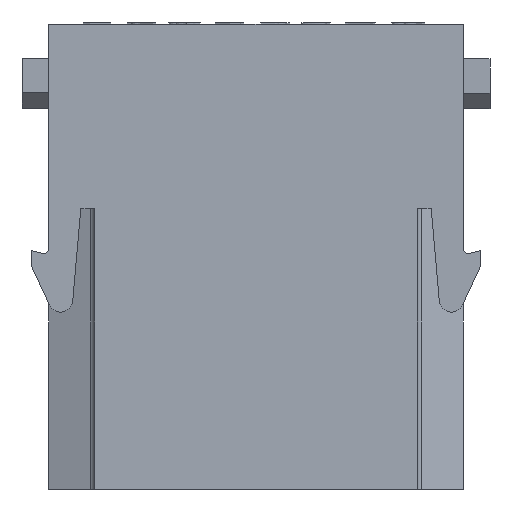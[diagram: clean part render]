
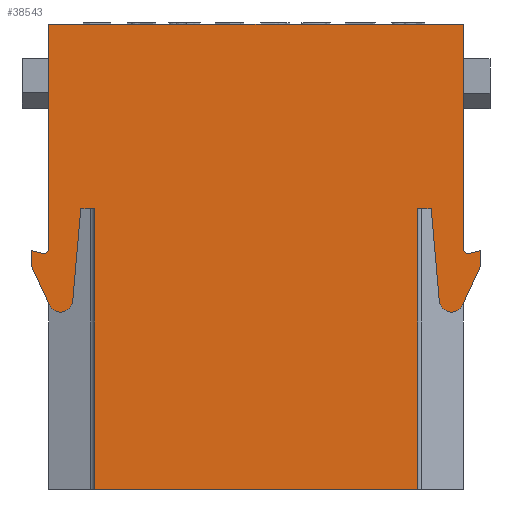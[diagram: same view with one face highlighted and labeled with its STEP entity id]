
A CAD part, left-side view. The second image highlights one B-rep face of the part: STEP entity #38543.
In plain terms, the highlighted planar face has unit normal (-1, 0, 0).
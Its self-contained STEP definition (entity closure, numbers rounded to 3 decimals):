
#117=DIRECTION('',(0.,1.,0.));
#118=VECTOR('',#117,30.3);
#119=CARTESIAN_POINT('',(-7.3,-15.15,30.7));
#120=LINE('',#119,#118);
#3237=DIRECTION('',(0.,-1.,0.));
#3238=VECTOR('',#3237,1.003);
#3239=CARTESIAN_POINT('',(-7.3,12.803,17.2));
#3240=LINE('',#3239,#3238);
#3241=DIRECTION('',(0.,-1.,0.));
#3242=VECTOR('',#3241,1.003);
#3243=CARTESIAN_POINT('',(-7.3,-11.8,17.2));
#3244=LINE('',#3243,#3242);
#3386=DIRECTION('',(0.,0.087,0.996));
#3387=VECTOR('',#3386,6.754);
#3388=CARTESIAN_POINT('',(-7.3,-13.391,10.472));
#3389=LINE('',#3388,#3387);
#3390=DIRECTION('',(0.,0.,-1.));
#3391=VECTOR('',#3390,20.5);
#3392=CARTESIAN_POINT('',(-7.3,-11.8,17.2));
#3393=LINE('',#3392,#3391);
#3394=DIRECTION('',(0.,0.,1.));
#3395=VECTOR('',#3394,20.5);
#3396=CARTESIAN_POINT('',(-7.3,11.8,-3.3));
#3397=LINE('',#3396,#3395);
#3398=DIRECTION('',(0.,0.087,-0.996));
#3399=VECTOR('',#3398,6.754);
#3400=CARTESIAN_POINT('',(-7.3,12.803,17.2));
#3401=LINE('',#3400,#3399);
#3402=CARTESIAN_POINT('',(-7.3,14.288,10.55));
#3403=DIRECTION('',(1.,0.,0.));
#3404=DIRECTION('',(0.,-0.996,-0.087));
#3405=AXIS2_PLACEMENT_3D('',#3402,#3403,#3404);
#3407=DIRECTION('',(0.,0.423,0.906));
#3408=VECTOR('',#3407,3.068);
#3409=CARTESIAN_POINT('',(-7.3,15.103,10.17));
#3410=LINE('',#3409,#3408);
#3411=DIRECTION('',(0.,-0.966,-0.259));
#3412=VECTOR('',#3411,0.773);
#3413=CARTESIAN_POINT('',(-7.3,16.4,14.15));
#3414=LINE('',#3413,#3412);
#3415=CARTESIAN_POINT('',(-7.3,15.55,14.336));
#3416=DIRECTION('',(-1.,0.,0.));
#3417=DIRECTION('',(0.,0.259,-0.966));
#3418=AXIS2_PLACEMENT_3D('',#3415,#3416,#3417);
#3420=DIRECTION('',(0.,0.,1.));
#3421=VECTOR('',#3420,16.364);
#3422=CARTESIAN_POINT('',(-7.3,15.15,14.336));
#3423=LINE('',#3422,#3421);
#3424=DIRECTION('',(0.,0.,-1.));
#3425=VECTOR('',#3424,16.364);
#3426=CARTESIAN_POINT('',(-7.3,-15.15,30.7));
#3427=LINE('',#3426,#3425);
#3428=CARTESIAN_POINT('',(-7.3,-15.55,14.336));
#3429=DIRECTION('',(-1.,0.,0.));
#3430=DIRECTION('',(0.,1.,0.));
#3431=AXIS2_PLACEMENT_3D('',#3428,#3429,#3430);
#3433=DIRECTION('',(0.,-0.966,0.259));
#3434=VECTOR('',#3433,0.773);
#3435=CARTESIAN_POINT('',(-7.3,-15.654,13.95));
#3436=LINE('',#3435,#3434);
#3437=DIRECTION('',(0.,0.423,-0.906));
#3438=VECTOR('',#3437,3.068);
#3439=CARTESIAN_POINT('',(-7.3,-16.4,12.95));
#3440=LINE('',#3439,#3438);
#3441=CARTESIAN_POINT('',(-7.3,-14.288,10.55));
#3442=DIRECTION('',(1.,0.,0.));
#3443=DIRECTION('',(0.,-0.906,-0.423));
#3444=AXIS2_PLACEMENT_3D('',#3441,#3442,#3443);
#3458=DIRECTION('',(0.,0.,1.));
#3459=VECTOR('',#3458,1.2);
#3460=CARTESIAN_POINT('',(-7.3,-16.4,12.95));
#3461=LINE('',#3460,#3459);
#3798=DIRECTION('',(0.,-1.,0.));
#3799=VECTOR('',#3798,23.6);
#3800=CARTESIAN_POINT('',(-7.3,11.8,-3.3));
#3801=LINE('',#3800,#3799);
#22241=DIRECTION('',(0.,0.,-1.));
#22242=VECTOR('',#22241,1.2);
#22243=CARTESIAN_POINT('',(-7.3,16.4,14.15));
#22244=LINE('',#22243,#22242);
#28573=CARTESIAN_POINT('',(-7.3,15.15,30.7));
#28575=VERTEX_POINT('',#28573);
#28579=CARTESIAN_POINT('',(-7.3,-15.15,30.7));
#28580=VERTEX_POINT('',#28579);
#28589=CARTESIAN_POINT('',(-7.3,15.15,14.336));
#28590=VERTEX_POINT('',#28589);
#28613=CARTESIAN_POINT('',(-7.3,11.8,-3.3));
#28614=VERTEX_POINT('',#28613);
#28615=CARTESIAN_POINT('',(-7.3,-11.8,-3.3));
#28616=VERTEX_POINT('',#28615);
#28617=CARTESIAN_POINT('',(-7.3,13.391,10.472));
#28618=CARTESIAN_POINT('',(-7.3,15.103,10.17));
#28619=VERTEX_POINT('',#28617);
#28620=VERTEX_POINT('',#28618);
#28621=CARTESIAN_POINT('',(-7.3,16.4,12.95));
#28622=VERTEX_POINT('',#28621);
#28623=CARTESIAN_POINT('',(-7.3,16.4,14.15));
#28624=VERTEX_POINT('',#28623);
#28625=CARTESIAN_POINT('',(-7.3,15.654,13.95));
#28626=VERTEX_POINT('',#28625);
#28627=CARTESIAN_POINT('',(-7.3,-15.15,14.336));
#28628=VERTEX_POINT('',#28627);
#28629=CARTESIAN_POINT('',(-7.3,-15.654,13.95));
#28630=VERTEX_POINT('',#28629);
#28631=CARTESIAN_POINT('',(-7.3,-16.4,14.15));
#28632=VERTEX_POINT('',#28631);
#28633=CARTESIAN_POINT('',(-7.3,-16.4,12.95));
#28634=VERTEX_POINT('',#28633);
#28635=CARTESIAN_POINT('',(-7.3,-15.103,10.17));
#28636=VERTEX_POINT('',#28635);
#28637=CARTESIAN_POINT('',(-7.3,-13.391,10.472));
#28638=VERTEX_POINT('',#28637);
#31811=CARTESIAN_POINT('',(-7.3,11.8,17.2));
#31812=VERTEX_POINT('',#31811);
#31813=CARTESIAN_POINT('',(-7.3,-11.8,17.2));
#31815=VERTEX_POINT('',#31813);
#31857=CARTESIAN_POINT('',(-7.3,12.803,17.2));
#31858=VERTEX_POINT('',#31857);
#31859=CARTESIAN_POINT('',(-7.3,-12.803,17.2));
#31860=VERTEX_POINT('',#31859);
#38500=CARTESIAN_POINT('',(-7.3,15.15,9.85));
#38501=DIRECTION('',(-1.,0.,0.));
#38502=DIRECTION('',(0.,-1.,0.));
#38503=AXIS2_PLACEMENT_3D('',#38500,#38501,#38502);
#38504=PLANE('',#38503);
#38506=ORIENTED_EDGE('',*,*,#38505,.T.);
#38507=ORIENTED_EDGE('',*,*,#38293,.F.);
#38509=ORIENTED_EDGE('',*,*,#38508,.T.);
#38511=ORIENTED_EDGE('',*,*,#38510,.F.);
#38512=ORIENTED_EDGE('',*,*,#38492,.T.);
#38513=ORIENTED_EDGE('',*,*,#38277,.F.);
#38515=ORIENTED_EDGE('',*,*,#38514,.T.);
#38517=ORIENTED_EDGE('',*,*,#38516,.T.);
#38519=ORIENTED_EDGE('',*,*,#38518,.T.);
#38521=ORIENTED_EDGE('',*,*,#38520,.F.);
#38523=ORIENTED_EDGE('',*,*,#38522,.T.);
#38525=ORIENTED_EDGE('',*,*,#38524,.T.);
#38527=ORIENTED_EDGE('',*,*,#38526,.T.);
#38528=ORIENTED_EDGE('',*,*,#36520,.F.);
#38530=ORIENTED_EDGE('',*,*,#38529,.T.);
#38532=ORIENTED_EDGE('',*,*,#38531,.T.);
#38534=ORIENTED_EDGE('',*,*,#38533,.T.);
#38536=ORIENTED_EDGE('',*,*,#38535,.F.);
#38538=ORIENTED_EDGE('',*,*,#38537,.T.);
#38540=ORIENTED_EDGE('',*,*,#38539,.T.);
#38541=EDGE_LOOP('',(#38506,#38507,#38509,#38511,#38512,#38513,#38515,#38517,
#38519,#38521,#38523,#38525,#38527,#38528,#38530,#38532,#38534,#38536,#38538,
#38540));
#38542=FACE_OUTER_BOUND('',#38541,.F.);
#38543=ADVANCED_FACE('',(#38542),#38504,.T.);
#3406=CIRCLE('',#3405,0.9);
#3419=CIRCLE('',#3418,0.4);
#3432=CIRCLE('',#3431,0.4);
#3445=CIRCLE('',#3444,0.9);
#36520=EDGE_CURVE('',#28580,#28575,#120,.T.);
#38277=EDGE_CURVE('',#31858,#31812,#3240,.T.);
#38293=EDGE_CURVE('',#31815,#31860,#3244,.T.);
#38492=EDGE_CURVE('',#28614,#31812,#3397,.T.);
#38505=EDGE_CURVE('',#28638,#31860,#3389,.T.);
#38508=EDGE_CURVE('',#31815,#28616,#3393,.T.);
#38510=EDGE_CURVE('',#28614,#28616,#3801,.T.);
#38514=EDGE_CURVE('',#31858,#28619,#3401,.T.);
#38516=EDGE_CURVE('',#28619,#28620,#3406,.T.);
#38518=EDGE_CURVE('',#28620,#28622,#3410,.T.);
#38520=EDGE_CURVE('',#28624,#28622,#22244,.T.);
#38522=EDGE_CURVE('',#28624,#28626,#3414,.T.);
#38524=EDGE_CURVE('',#28626,#28590,#3419,.T.);
#38526=EDGE_CURVE('',#28590,#28575,#3423,.T.);
#38529=EDGE_CURVE('',#28580,#28628,#3427,.T.);
#38531=EDGE_CURVE('',#28628,#28630,#3432,.T.);
#38533=EDGE_CURVE('',#28630,#28632,#3436,.T.);
#38535=EDGE_CURVE('',#28634,#28632,#3461,.T.);
#38537=EDGE_CURVE('',#28634,#28636,#3440,.T.);
#38539=EDGE_CURVE('',#28636,#28638,#3445,.T.);
